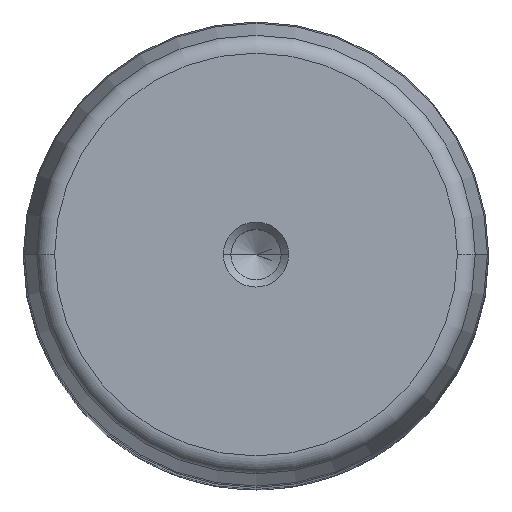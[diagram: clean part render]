
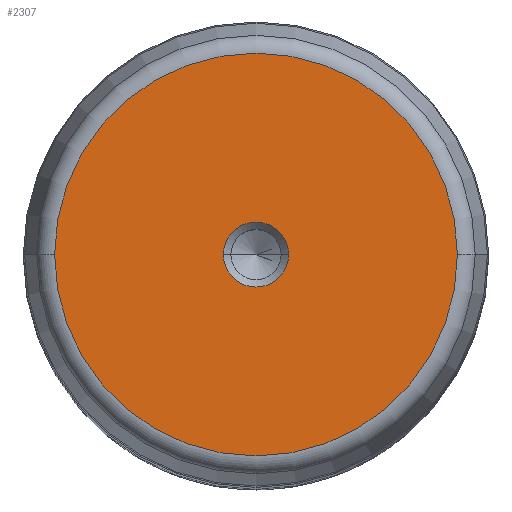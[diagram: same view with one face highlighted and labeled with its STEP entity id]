
A CAD part, top view. The second image highlights one B-rep face of the part: STEP entity #2307.
In plain terms, the highlighted planar face has unit normal (0, 0, 1).
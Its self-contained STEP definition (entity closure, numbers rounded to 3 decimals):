
#62 = CARTESIAN_POINT ( 'NONE',  ( 0., 0., 225. ) ) ;
#78 = EDGE_CURVE ( 'NONE', #450, #1706, #215, .T. ) ;
#99 = AXIS2_PLACEMENT_3D ( 'NONE', #62, #1764, #2033 ) ;
#168 = CARTESIAN_POINT ( 'NONE',  ( 0., 0., 225. ) ) ;
#192 = ORIENTED_EDGE ( 'NONE', *, *, #3149, .T. ) ;
#215 = CIRCLE ( 'NONE', #410, 27.263 ) ;
#283 = DIRECTION ( 'NONE',  ( 0., 0., -1. ) ) ;
#288 = PLANE ( 'NONE',  #99 ) ;
#314 = FACE_OUTER_BOUND ( 'NONE', #2463, .T. ) ;
#380 = VERTEX_POINT ( 'NONE', #1448 ) ;
#397 = CIRCLE ( 'NONE', #1693, 4.4 ) ;
#410 = AXIS2_PLACEMENT_3D ( 'NONE', #168, #2604, #2811 ) ;
#450 = VERTEX_POINT ( 'NONE', #2777 ) ;
#761 = AXIS2_PLACEMENT_3D ( 'NONE', #2260, #2025, #1992 ) ;
#803 = EDGE_LOOP ( 'NONE', ( #2559, #192 ) ) ;
#900 = FACE_BOUND ( 'NONE', #803, .T. ) ;
#1430 = CARTESIAN_POINT ( 'NONE',  ( 27.263, 0., 225. ) ) ;
#1448 = CARTESIAN_POINT ( 'NONE',  ( -4.4, 0., 225. ) ) ;
#1604 = DIRECTION ( 'NONE',  ( 1., 0., 0. ) ) ;
#1622 = CARTESIAN_POINT ( 'NONE',  ( 0., 0., 225. ) ) ;
#1693 = AXIS2_PLACEMENT_3D ( 'NONE', #1768, #283, #2008 ) ;
#1706 = VERTEX_POINT ( 'NONE', #1430 ) ;
#1764 = DIRECTION ( 'NONE',  ( 0., 0., 1. ) ) ;
#1768 = CARTESIAN_POINT ( 'NONE',  ( 0., 0., 225. ) ) ;
#1795 = ORIENTED_EDGE ( 'NONE', *, *, #78, .F. ) ;
#1903 = CIRCLE ( 'NONE', #761, 27.263 ) ;
#1992 = DIRECTION ( 'NONE',  ( -1., 0., 0. ) ) ;
#2008 = DIRECTION ( 'NONE',  ( 1., 0., 0. ) ) ;
#2025 = DIRECTION ( 'NONE',  ( 0., 0., -1. ) ) ;
#2033 = DIRECTION ( 'NONE',  ( 1., 0., 0. ) ) ;
#2101 = DIRECTION ( 'NONE',  ( 0., 0., -1. ) ) ;
#2260 = CARTESIAN_POINT ( 'NONE',  ( 0., 0., 225. ) ) ;
#2269 = VERTEX_POINT ( 'NONE', #2895 ) ;
#2307 = ADVANCED_FACE ( 'NONE', ( #900, #314 ), #288, .T. ) ;
#2341 = CIRCLE ( 'NONE', #3035, 4.4 ) ;
#2451 = EDGE_CURVE ( 'NONE', #1706, #450, #1903, .T. ) ;
#2463 = EDGE_LOOP ( 'NONE', ( #1795, #3048 ) ) ;
#2559 = ORIENTED_EDGE ( 'NONE', *, *, #2831, .T. ) ;
#2604 = DIRECTION ( 'NONE',  ( 0., 0., -1. ) ) ;
#2777 = CARTESIAN_POINT ( 'NONE',  ( -27.263, 0., 225. ) ) ;
#2811 = DIRECTION ( 'NONE',  ( -1., 0., 0. ) ) ;
#2831 = EDGE_CURVE ( 'NONE', #2269, #380, #397, .T. ) ;
#2895 = CARTESIAN_POINT ( 'NONE',  ( 4.4, 0., 225. ) ) ;
#3035 = AXIS2_PLACEMENT_3D ( 'NONE', #1622, #2101, #1604 ) ;
#3048 = ORIENTED_EDGE ( 'NONE', *, *, #2451, .F. ) ;
#3149 = EDGE_CURVE ( 'NONE', #380, #2269, #2341, .T. ) ;
